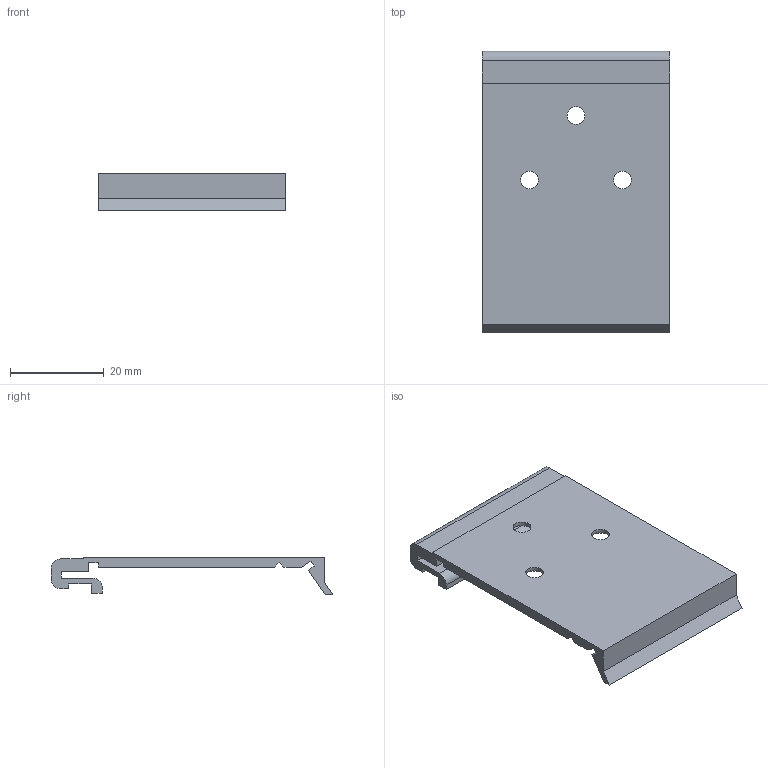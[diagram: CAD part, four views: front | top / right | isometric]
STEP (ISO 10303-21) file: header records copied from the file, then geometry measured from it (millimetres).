
FILE_DESCRIPTION (( 'STEP AP214' ), '1' );
FILE_NAME ('PSE-BRKT-50.STEP', '2024-05-17T18:29:20', ( '' ), ( '' ), 'SwSTEP 2.0', 'SolidWorks 2023', '' );
FILE_SCHEMA (( 'AUTOMOTIVE_DESIGN' ));
Length unit declared in the file: inch
Products named in the file (1): PSE-BRKT-50
Bounding box: 39.98 x 59.96 x 8.04 mm (x, y, z)
Volume: 6337.1 mm3; surface area: 6957 mm2
Topology: 1 solids, 1 shells, 38 faces, 105 edges, 69 vertices
Faces by surface type: plane 29, cylinder 6, cone 3
Full cylindrical faces by diameter (mm): 3.797 x3
Entity records: 1209 total; most frequent: CARTESIAN_POINT 207, ORIENTED_EDGE 198, DIRECTION 192, EDGE_CURVE 99, VECTOR 84, LINE 84, VERTEX_POINT 69, AXIS2_PLACEMENT_3D 54
